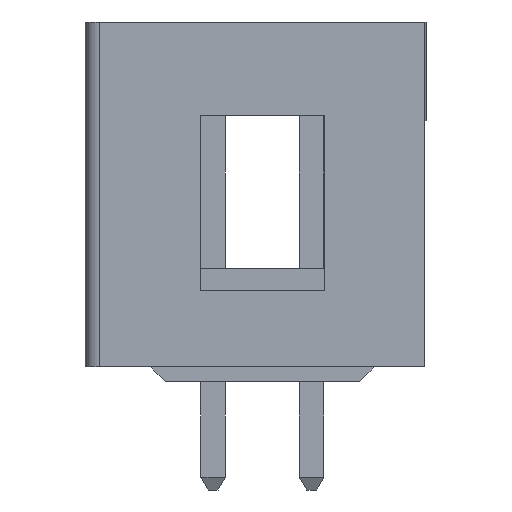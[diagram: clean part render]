
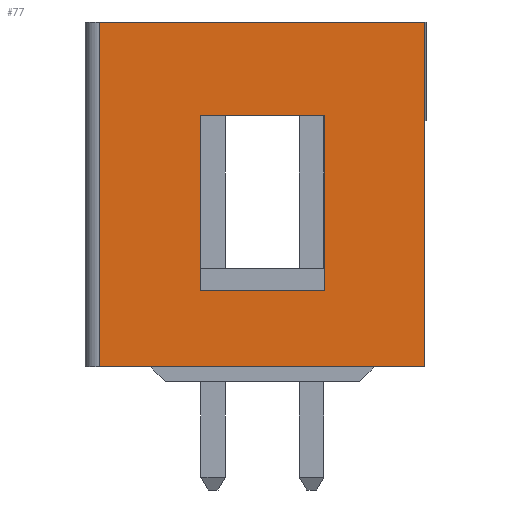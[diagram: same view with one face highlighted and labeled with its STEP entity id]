
A CAD part, left-side view. The second image highlights one B-rep face of the part: STEP entity #77.
In plain terms, the highlighted planar face has unit normal (-1, 0, 0).
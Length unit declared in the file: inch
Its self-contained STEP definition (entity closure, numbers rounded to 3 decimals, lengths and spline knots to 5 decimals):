
#37=FACE_BOUND('',#745,.T.);
#38=FACE_BOUND('',#746,.T.);
#77=ADVANCED_FACE('',(#37,#38),#302,.T.);
#302=PLANE('',#3957);
#745=EDGE_LOOP('',(#1037,#1038,#1039,#1040));
#746=EDGE_LOOP('',(#1041,#1042,#1043,#1044));
#1037=ORIENTED_EDGE('',*,*,#2414,.F.);
#1038=ORIENTED_EDGE('',*,*,#2415,.T.);
#1039=ORIENTED_EDGE('',*,*,#2416,.T.);
#1040=ORIENTED_EDGE('',*,*,#2417,.F.);
#1041=ORIENTED_EDGE('',*,*,#2388,.T.);
#1042=ORIENTED_EDGE('',*,*,#2402,.T.);
#1043=ORIENTED_EDGE('',*,*,#2418,.F.);
#1044=ORIENTED_EDGE('',*,*,#2419,.T.);
#2062=VERTEX_POINT('',#5202);
#2063=VERTEX_POINT('',#5204);
#2074=VERTEX_POINT('',#5230);
#2081=VERTEX_POINT('',#5251);
#2082=VERTEX_POINT('',#5252);
#2083=VERTEX_POINT('',#5254);
#2084=VERTEX_POINT('',#5256);
#2085=VERTEX_POINT('',#5259);
#2388=EDGE_CURVE('',#2063,#2062,#2917,.T.);
#2402=EDGE_CURVE('',#2062,#2074,#2929,.T.);
#2414=EDGE_CURVE('',#2081,#2082,#2940,.T.);
#2415=EDGE_CURVE('',#2081,#2083,#2941,.T.);
#2416=EDGE_CURVE('',#2083,#2084,#2942,.T.);
#2417=EDGE_CURVE('',#2082,#2084,#2943,.T.);
#2418=EDGE_CURVE('',#2085,#2074,#2944,.T.);
#2419=EDGE_CURVE('',#2085,#2063,#2945,.T.);
#2917=LINE('',#5203,#3440);
#2929=LINE('',#5231,#3452);
#2940=LINE('',#5250,#3463);
#2941=LINE('',#5253,#3464);
#2942=LINE('',#5255,#3465);
#2943=LINE('',#5257,#3466);
#2944=LINE('',#5258,#3467);
#2945=LINE('',#5260,#3468);
#3440=VECTOR('',#4203,1.);
#3452=VECTOR('',#4223,1.);
#3463=VECTOR('',#4238,1.);
#3464=VECTOR('',#4239,1.);
#3465=VECTOR('',#4240,1.);
#3466=VECTOR('',#4241,1.);
#3467=VECTOR('',#4242,1.);
#3468=VECTOR('',#4243,1.);
#3957=AXIS2_PLACEMENT_3D('',#5261,#4244,#4245);
#4203=DIRECTION('',(0.,0.,1.));
#4223=DIRECTION('',(0.,1.,0.));
#4238=DIRECTION('',(0.,-1.,0.));
#4239=DIRECTION('',(0.,0.,1.));
#4240=DIRECTION('',(0.,-1.,0.));
#4241=DIRECTION('',(0.,0.,1.));
#4242=DIRECTION('',(0.,0.,1.));
#4243=DIRECTION('',(0.,-1.,0.));
#4244=DIRECTION('',(-1.,0.,0.));
#4245=DIRECTION('',(0.,0.,1.));
#5202=CARTESIAN_POINT('',(0.,0.,0.35));
#5203=CARTESIAN_POINT('',(0.,0.,0.));
#5204=CARTESIAN_POINT('',(0.,0.,0.));
#5230=CARTESIAN_POINT('',(0.,0.33,0.35));
#5231=CARTESIAN_POINT('',(0.,0.165,0.35));
#5250=CARTESIAN_POINT('',(0.,0.228,0.077));
#5251=CARTESIAN_POINT('',(0.,0.228,0.077));
#5252=CARTESIAN_POINT('',(0.,0.102,0.077));
#5253=CARTESIAN_POINT('',(0.,0.228,0.077));
#5254=CARTESIAN_POINT('',(0.,0.228,0.255));
#5255=CARTESIAN_POINT('',(0.,0.228,0.255));
#5256=CARTESIAN_POINT('',(0.,0.102,0.255));
#5257=CARTESIAN_POINT('',(0.,0.102,0.077));
#5258=CARTESIAN_POINT('',(0.,0.33,0.));
#5259=CARTESIAN_POINT('',(0.,0.33,0.));
#5260=CARTESIAN_POINT('',(0.,0.165,0.));
#5261=CARTESIAN_POINT('',(0.,0.165,0.));
